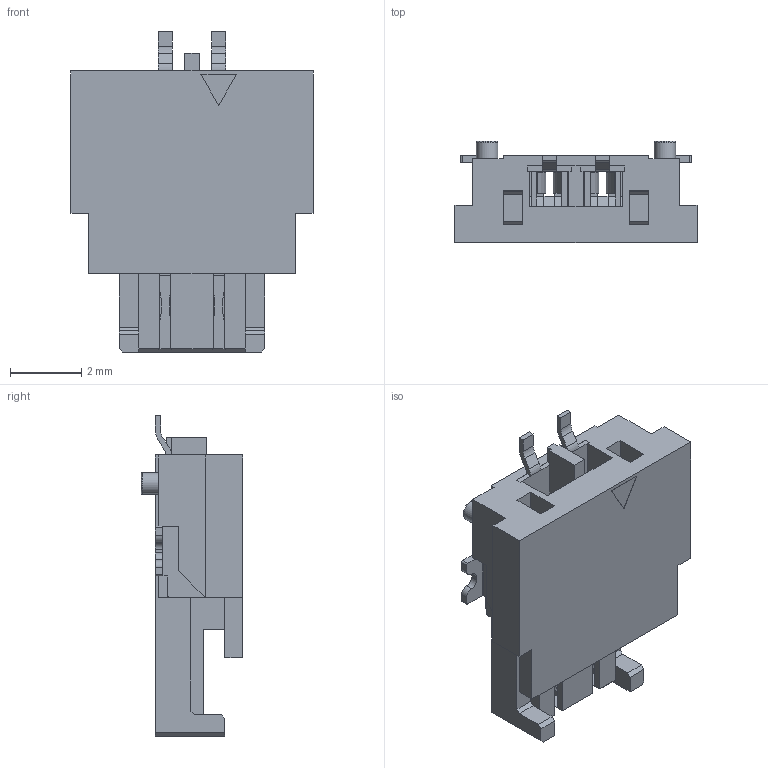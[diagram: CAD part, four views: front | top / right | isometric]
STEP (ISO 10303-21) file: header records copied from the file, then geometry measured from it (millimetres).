
FILE_DESCRIPTION(/* description */ ('Unknown'),/* implementation_level */ '2;1');
FILE_NAME(/* name */ '695402151122',/* time_stamp */ '2016-01-25T10:11:37+01:00',/* author */ ('Unknown'),/* organization */ ('Unknown'),/* preprocessor_version */ 'ST-DEVELOPER v16',/* originating_system */ 'DEX',/* authorisation */ $);
FILE_SCHEMA (('AUTOMOTIVE_DESIGN {1 0 10303 214 3 1 1}'));
Length unit declared in the file: millimetre
Products named in the file (5): 6954xx151122; 695402151122; 6954xx151122_SOLDER TAB; 6954xx151122_SOLDER TAB2; 6954xx151122_PIN
Assembly tree (5 placements, depth 2):
  6954xx151122
    695402151122
    6954xx151122_SOLDER TAB
    6954xx151122_SOLDER TAB2
    6954xx151122_PIN  x2
Bounding box: 6.8 x 2.86 x 9 mm (x, y, z)
Volume: 70.1 mm3; surface area: 341.4 mm2
Topology: 5 solids, 5 shells, 288 faces, 782 edges, 502 vertices
Faces by surface type: plane 224, cylinder 62, torus 2
Full cylindrical faces by diameter (mm): 0.6 x2
Entity records: 7616 total; most frequent: CARTESIAN_POINT 1324, ORIENTED_EDGE 1308, DIRECTION 1240, EDGE_CURVE 654, LINE 560, VECTOR 560, VERTEX_POINT 424, AXIS2_PLACEMENT_3D 340
